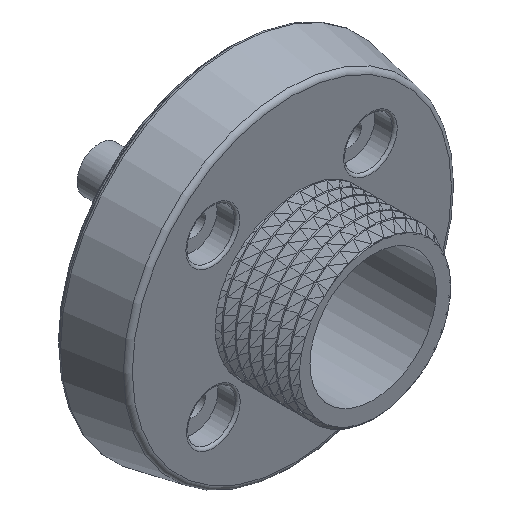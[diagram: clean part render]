
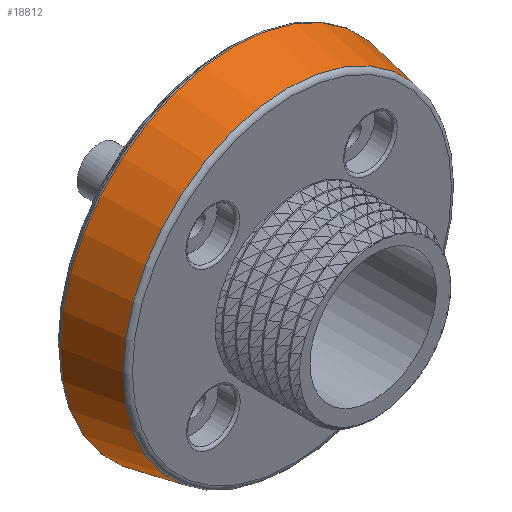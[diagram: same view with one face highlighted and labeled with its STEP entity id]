
A CAD part, isometric view. The second image highlights one B-rep face of the part: STEP entity #18812.
In plain terms, the highlighted conical face has half-angle 10.534 degrees and reference radius 34.125 mm.
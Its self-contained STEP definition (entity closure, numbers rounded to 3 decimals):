
#1515=LINE('',#27681,#4047);
#4047=VECTOR('',#21929,34.125);
#6579=CONICAL_SURFACE('',#20308,34.125,0.184);
#6581=FACE_OUTER_BOUND('',#8070,.T.);
#8070=EDGE_LOOP('',(#13502,#13503,#13504,#13505,#13506,#13507));
#9578=CIRCLE('',#20306,33.152);
#9579=CIRCLE('',#20307,33.152);
#9580=CIRCLE('',#20309,35.14);
#9581=CIRCLE('',#20310,35.14);
#9697=VERTEX_POINT('',#27674);
#9698=VERTEX_POINT('',#27676);
#9699=VERTEX_POINT('',#27680);
#9700=VERTEX_POINT('',#27682);
#10847=EDGE_CURVE('',#9697,#9698,#9578,.T.);
#10848=EDGE_CURVE('',#9698,#9697,#9579,.T.);
#10849=EDGE_CURVE('',#9698,#9699,#1515,.T.);
#10850=EDGE_CURVE('',#9700,#9699,#9580,.T.);
#10851=EDGE_CURVE('',#9699,#9700,#9581,.T.);
#13502=ORIENTED_EDGE('',*,*,#10848,.F.);
#13503=ORIENTED_EDGE('',*,*,#10849,.T.);
#13504=ORIENTED_EDGE('',*,*,#10850,.F.);
#13505=ORIENTED_EDGE('',*,*,#10851,.F.);
#13506=ORIENTED_EDGE('',*,*,#10849,.F.);
#13507=ORIENTED_EDGE('',*,*,#10847,.F.);
#18812=ADVANCED_FACE('',(#6581),#6579,.T.);
#20306=AXIS2_PLACEMENT_3D('',#27677,#21923,#21924);
#20307=AXIS2_PLACEMENT_3D('',#27678,#21925,#21926);
#20308=AXIS2_PLACEMENT_3D('',#27679,#21927,#21928);
#20309=AXIS2_PLACEMENT_3D('',#27683,#21930,#21931);
#20310=AXIS2_PLACEMENT_3D('',#27684,#21932,#21933);
#21923=DIRECTION('center_axis',(0.,-1.,0.));
#21924=DIRECTION('ref_axis',(-1.,0.,0.));
#21925=DIRECTION('center_axis',(0.,-1.,0.));
#21926=DIRECTION('ref_axis',(-1.,0.,0.));
#21927=DIRECTION('center_axis',(0.,1.,0.));
#21928=DIRECTION('ref_axis',(1.,0.,0.));
#21929=DIRECTION('',(-0.183,0.983,0.));
#21930=DIRECTION('center_axis',(0.,1.,0.));
#21931=DIRECTION('ref_axis',(-1.,0.,0.));
#21932=DIRECTION('center_axis',(0.,1.,0.));
#21933=DIRECTION('ref_axis',(-1.,0.,0.));
#27674=CARTESIAN_POINT('',(0.,0.817,33.152));
#27676=CARTESIAN_POINT('',(-33.152,0.817,0.));
#27677=CARTESIAN_POINT('Origin',(0.,0.817,0.));
#27678=CARTESIAN_POINT('Origin',(0.,0.817,0.));
#27679=CARTESIAN_POINT('Origin',(0.,6.05,0.));
#27680=CARTESIAN_POINT('',(-35.14,11.509,0.));
#27681=CARTESIAN_POINT('',(-34.125,6.05,0.));
#27682=CARTESIAN_POINT('',(0.,11.509,35.14));
#27683=CARTESIAN_POINT('Origin',(0.,11.509,0.));
#27684=CARTESIAN_POINT('Origin',(0.,11.509,0.));
